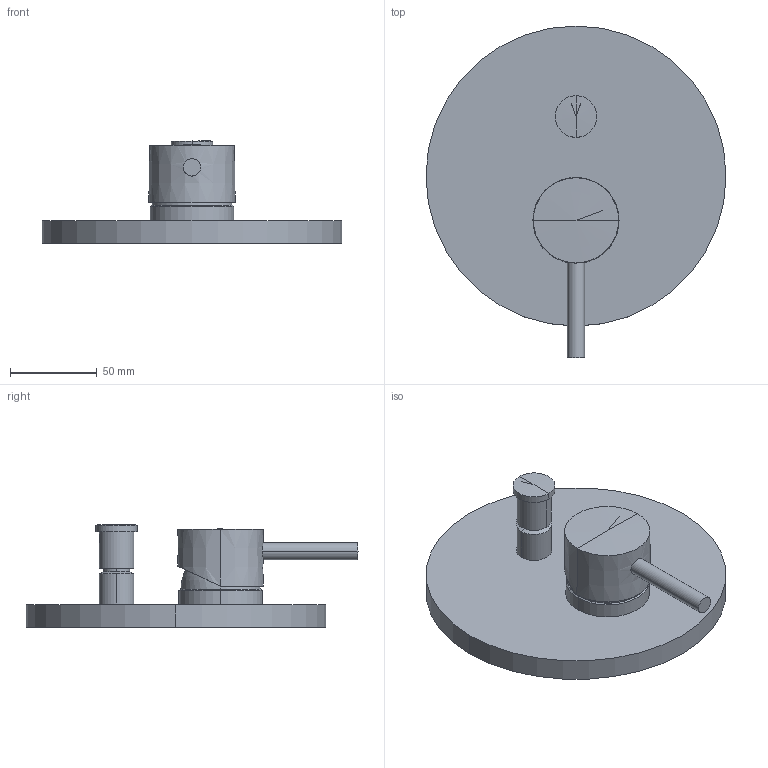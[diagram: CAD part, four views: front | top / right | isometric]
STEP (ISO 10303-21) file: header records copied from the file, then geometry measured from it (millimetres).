
FILE_DESCRIPTION((''),'2;1');
FILE_NAME('BIBOX015CR','2021-11-03T16:51:52',('ut3'),('PAFFONI SpA'),'CREO PARAMETRIC BY PTC INC, 2020044','CREO PARAMETRIC BY PTC INC, 2020044','');
FILE_SCHEMA(('CONFIG_CONTROL_DESIGN','SHAPE_APPEARANCE_LAYERS_GROUPS'));
Length unit declared in the file: millimetre
Products named in the file (1): BIBOX015CR
Bounding box: 173 x 191.47 x 59.21 mm (x, y, z)
Volume: 234037.4 mm3; surface area: 121502.6 mm2
Topology: 5 solids, 5 shells, 879 faces, 2378 edges, 1516 vertices
Faces by surface type: plane 522, cylinder 222, torus 72, cone 61, bspline 2
Entity records: 36446 total; most frequent: CARTESIAN_POINT 8161, ORIENTED_EDGE 4740, DIRECTION 4482, EDGE_CURVE 2370, AXIS2_PLACEMENT_3D 1578, VERTEX_POINT 1516, VECTOR 1326, LINE 1326
